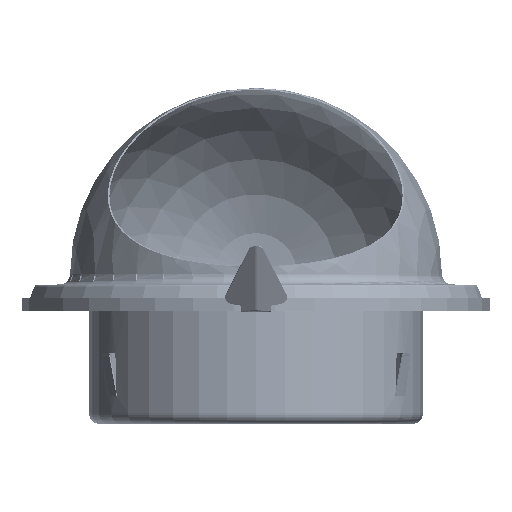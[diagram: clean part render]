
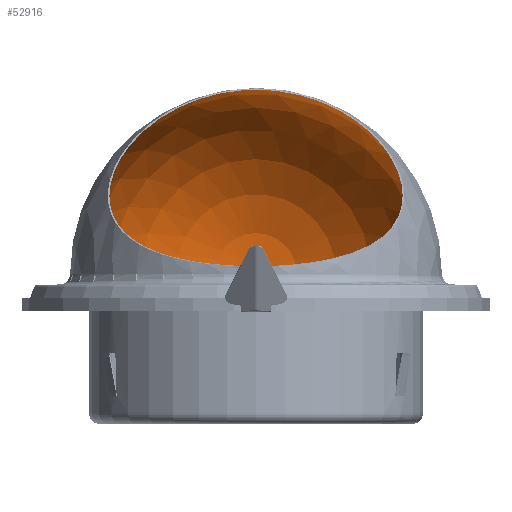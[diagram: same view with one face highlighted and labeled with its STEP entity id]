
A CAD part, top view. The second image highlights one B-rep face of the part: STEP entity #52916.
In plain terms, the highlighted spherical face has radius 85.3 mm.
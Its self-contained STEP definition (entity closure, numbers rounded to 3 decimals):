
#9782 = DIRECTION ( 'NONE',  ( 0., -1., 0. ) ) ;
#10138 = DIRECTION ( 'NONE',  ( 0., 0., 1. ) ) ;
#17460 = CIRCLE ( 'NONE', #109531, 85.3 ) ;
#17948 = EDGE_CURVE ( 'NONE', #125901, #109475, #72402, .T. ) ;
#24482 = EDGE_LOOP ( 'NONE', ( #119770, #66976, #103861, #81294 ) ) ;
#34364 = AXIS2_PLACEMENT_3D ( 'NONE', #111086, #9782, #99265 ) ;
#37614 = VERTEX_POINT ( 'NONE', #80863 ) ;
#41455 = CIRCLE ( 'NONE', #34364, 85.3 ) ;
#44083 = CARTESIAN_POINT ( 'NONE',  ( -93.966, 1.117, 24.58 ) ) ;
#45416 = EDGE_CURVE ( 'NONE', #113926, #37614, #17460, .T. ) ;
#46494 = AXIS2_PLACEMENT_3D ( 'NONE', #124305, #57049, #102083 ) ;
#52916 = ADVANCED_FACE ( 'NONE', ( #135108 ), #123314, .F. ) ;
#56549 = CARTESIAN_POINT ( 'NONE',  ( 76.634, 1.117, 24.559 ) ) ;
#57049 = DIRECTION ( 'NONE',  ( 0., 0., -1. ) ) ;
#66976 = ORIENTED_EDGE ( 'NONE', *, *, #74278, .T. ) ;
#72402 = CIRCLE ( 'NONE', #46494, 85.3 ) ;
#74278 = EDGE_CURVE ( 'NONE', #125901, #113926, #139380, .T. ) ;
#80863 = CARTESIAN_POINT ( 'NONE',  ( -8.677, 1.117, -60.731 ) ) ;
#81294 = ORIENTED_EDGE ( 'NONE', *, *, #109940, .T. ) ;
#83786 = CARTESIAN_POINT ( 'NONE',  ( -8.666, 86.417, 24.569 ) ) ;
#87115 = DIRECTION ( 'NONE',  ( 1., 0., 0. ) ) ;
#90700 = CARTESIAN_POINT ( 'NONE',  ( -8.666, 1.117, 24.569 ) ) ;
#96022 = CARTESIAN_POINT ( 'NONE',  ( -8.666, 1.117, 24.569 ) ) ;
#99265 = DIRECTION ( 'NONE',  ( 0., 0., -1. ) ) ;
#101061 = DIRECTION ( 'NONE',  ( 1., 0., 0. ) ) ;
#102083 = DIRECTION ( 'NONE',  ( -1., 0., 0. ) ) ;
#103861 = ORIENTED_EDGE ( 'NONE', *, *, #45416, .T. ) ;
#107567 = DIRECTION ( 'NONE',  ( 0., 0., -1. ) ) ;
#109475 = VERTEX_POINT ( 'NONE', #56549 ) ;
#109531 = AXIS2_PLACEMENT_3D ( 'NONE', #109754, #118667, #107567 ) ;
#109754 = CARTESIAN_POINT ( 'NONE',  ( -8.666, 1.117, 24.569 ) ) ;
#109940 = EDGE_CURVE ( 'NONE', #37614, #109475, #41455, .T. ) ;
#111086 = CARTESIAN_POINT ( 'NONE',  ( -8.666, 1.117, 24.569 ) ) ;
#113926 = VERTEX_POINT ( 'NONE', #44083 ) ;
#118667 = DIRECTION ( 'NONE',  ( 0., -1., 0. ) ) ;
#119770 = ORIENTED_EDGE ( 'NONE', *, *, #17948, .F. ) ;
#122935 = AXIS2_PLACEMENT_3D ( 'NONE', #96022, #141167, #87115 ) ;
#123314 = SPHERICAL_SURFACE ( 'NONE', #141448, 85.3 ) ;
#124305 = CARTESIAN_POINT ( 'NONE',  ( -8.666, 1.117, 24.569 ) ) ;
#125901 = VERTEX_POINT ( 'NONE', #83786 ) ;
#135108 = FACE_OUTER_BOUND ( 'NONE', #24482, .T. ) ;
#139380 = CIRCLE ( 'NONE', #122935, 85.3 ) ;
#141167 = DIRECTION ( 'NONE',  ( 0., 0., 1. ) ) ;
#141448 = AXIS2_PLACEMENT_3D ( 'NONE', #90700, #10138, #101061 ) ;
